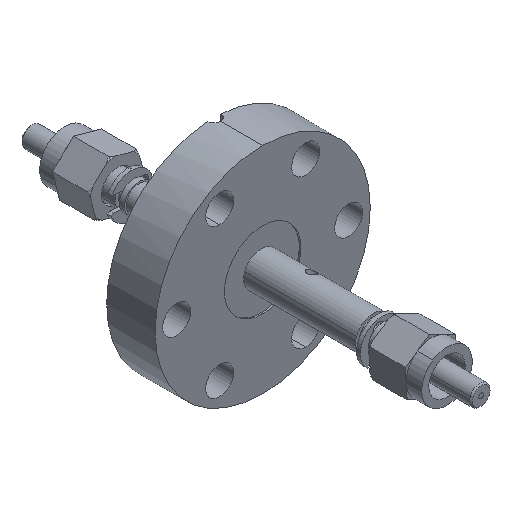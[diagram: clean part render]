
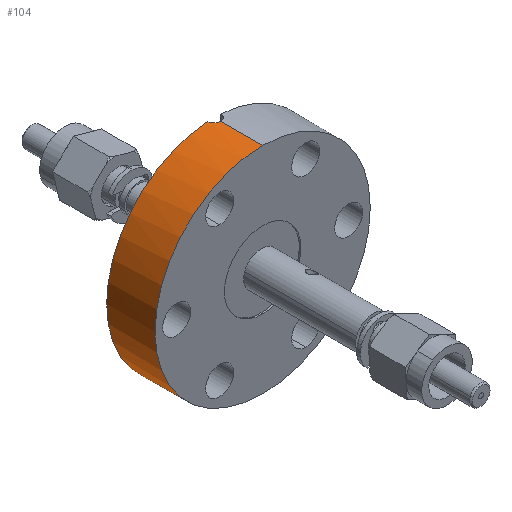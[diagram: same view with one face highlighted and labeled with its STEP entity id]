
A CAD part, isometric view. The second image highlights one B-rep face of the part: STEP entity #104.
In plain terms, the highlighted cylindrical face has radius 16.9 mm (diameter 33.8 mm), a partial arc.
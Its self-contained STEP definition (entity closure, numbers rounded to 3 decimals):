
#21 = FACE_OUTER_BOUND ( 'NONE', #1689, .T. ) ;
#104 = ADVANCED_FACE ( 'NONE', ( #21 ), #1935, .T. ) ;
#170 = CARTESIAN_POINT ( 'NONE',  ( -0.131, -1., 16.9 ) ) ;
#175 = CIRCLE ( 'NONE', #1343, 16.9 ) ;
#242 = ORIENTED_EDGE ( 'NONE', *, *, #4837, .T. ) ;
#318 = AXIS2_PLACEMENT_3D ( 'NONE', #4027, #1784, #4402 ) ;
#323 = CARTESIAN_POINT ( 'NONE',  ( -1., 0., -16.87 ) ) ;
#329 = CARTESIAN_POINT ( 'NONE',  ( -0.131, -1., -16.9 ) ) ;
#337 = CARTESIAN_POINT ( 'NONE',  ( 0., -7.6, 16.9 ) ) ;
#366 = ORIENTED_EDGE ( 'NONE', *, *, #3785, .F. ) ;
#386 = VECTOR ( 'NONE', #2984, 1000. ) ;
#550 = CARTESIAN_POINT ( 'NONE',  ( -1., -0.132, 16.87 ) ) ;
#771 = DIRECTION ( 'NONE',  ( 0., 1., 0. ) ) ;
#798 = LINE ( 'NONE', #4163, #2796 ) ;
#1001 = CARTESIAN_POINT ( 'NONE',  ( 0., -7.6, -16.9 ) ) ;
#1012 = ORIENTED_EDGE ( 'NONE', *, *, #2588, .T. ) ;
#1051 = CARTESIAN_POINT ( 'NONE',  ( 0., -1., -16.9 ) ) ;
#1099 = CARTESIAN_POINT ( 'NONE',  ( -1., -0.132, -16.87 ) ) ;
#1343 = AXIS2_PLACEMENT_3D ( 'NONE', #4019, #1779, #4399 ) ;
#1358 = AXIS2_PLACEMENT_3D ( 'NONE', #4517, #771, #3403 ) ;
#1368 = VERTEX_POINT ( 'NONE', #4401 ) ;
#1689 = EDGE_LOOP ( 'NONE', ( #2886, #1012, #242, #4127, #366, #3278 ) ) ;
#1706 = CARTESIAN_POINT ( 'NONE',  ( -0.873, -0.504, 16.877 ) ) ;
#1779 = DIRECTION ( 'NONE',  ( 0., 1., 0. ) ) ;
#1784 = DIRECTION ( 'NONE',  ( 0., 1., 0. ) ) ;
#1853 = B_SPLINE_CURVE_WITH_KNOTS ( 'NONE', 3,
 ( #4850, #1099, #4105, #1857, #4481, #2223, #4866, #2612, #329, #2975 ),
 .UNSPECIFIED., .F., .F.,
 ( 4, 2, 2, 2, 4 ),
 ( 0., 0., 0.001, 0.001, 0.002 ),
 .UNSPECIFIED. ) ;
#1857 = CARTESIAN_POINT ( 'NONE',  ( -0.873, -0.504, -16.877 ) ) ;
#1935 = CYLINDRICAL_SURFACE ( 'NONE', #1358, 16.9 ) ;
#1941 = EDGE_CURVE ( 'NONE', #2559, #3832, #798, .T. ) ;
#2073 = CARTESIAN_POINT ( 'NONE',  ( -0.615, -0.8, 16.889 ) ) ;
#2223 = CARTESIAN_POINT ( 'NONE',  ( -0.615, -0.8, -16.889 ) ) ;
#2451 = CARTESIAN_POINT ( 'NONE',  ( -0.262, -0.974, 16.898 ) ) ;
#2559 = VERTEX_POINT ( 'NONE', #1001 ) ;
#2588 = EDGE_CURVE ( 'NONE', #2559, #3227, #175, .T. ) ;
#2612 = CARTESIAN_POINT ( 'NONE',  ( -0.262, -0.974, -16.898 ) ) ;
#2614 = B_SPLINE_CURVE_WITH_KNOTS ( 'NONE', 3,
 ( #3189, #550, #3944, #1706, #4322, #2073, #4702, #2451, #170, #2822 ),
 .UNSPECIFIED., .F., .F.,
 ( 4, 2, 2, 2, 4 ),
 ( 0., 0., 0.001, 0.001, 0.002 ),
 .UNSPECIFIED. ) ;
#2796 = VECTOR ( 'NONE', #3007, 1000. ) ;
#2822 = CARTESIAN_POINT ( 'NONE',  ( 0., -1., 16.9 ) ) ;
#2886 = ORIENTED_EDGE ( 'NONE', *, *, #1941, .F. ) ;
#2975 = CARTESIAN_POINT ( 'NONE',  ( 0., -1., -16.9 ) ) ;
#2984 = DIRECTION ( 'NONE',  ( 0., 1., 0. ) ) ;
#3007 = DIRECTION ( 'NONE',  ( 0., 1., 0. ) ) ;
#3189 = CARTESIAN_POINT ( 'NONE',  ( -1., 0., 16.87 ) ) ;
#3191 = EDGE_CURVE ( 'NONE', #1368, #4849, #2614, .T. ) ;
#3227 = VERTEX_POINT ( 'NONE', #4721 ) ;
#3278 = ORIENTED_EDGE ( 'NONE', *, *, #4125, .T. ) ;
#3403 = DIRECTION ( 'NONE',  ( 0., 0., 1. ) ) ;
#3428 = CIRCLE ( 'NONE', #318, 16.9 ) ;
#3767 = CARTESIAN_POINT ( 'NONE',  ( 0., -1., 16.9 ) ) ;
#3785 = EDGE_CURVE ( 'NONE', #4838, #1368, #3428, .T. ) ;
#3832 = VERTEX_POINT ( 'NONE', #1051 ) ;
#3944 = CARTESIAN_POINT ( 'NONE',  ( -0.974, -0.262, 16.872 ) ) ;
#4019 = CARTESIAN_POINT ( 'NONE',  ( 0., -7.6, 0. ) ) ;
#4027 = CARTESIAN_POINT ( 'NONE',  ( 0., 0., 0. ) ) ;
#4105 = CARTESIAN_POINT ( 'NONE',  ( -0.974, -0.262, -16.872 ) ) ;
#4125 = EDGE_CURVE ( 'NONE', #4838, #3832, #1853, .T. ) ;
#4127 = ORIENTED_EDGE ( 'NONE', *, *, #3191, .F. ) ;
#4163 = CARTESIAN_POINT ( 'NONE',  ( 0., -7.6, -16.9 ) ) ;
#4322 = CARTESIAN_POINT ( 'NONE',  ( -0.799, -0.615, 16.881 ) ) ;
#4399 = DIRECTION ( 'NONE',  ( 0., 0., 1. ) ) ;
#4401 = CARTESIAN_POINT ( 'NONE',  ( -1., 0., 16.87 ) ) ;
#4402 = DIRECTION ( 'NONE',  ( 0., 0., 1. ) ) ;
#4406 = LINE ( 'NONE', #337, #386 ) ;
#4481 = CARTESIAN_POINT ( 'NONE',  ( -0.799, -0.615, -16.881 ) ) ;
#4517 = CARTESIAN_POINT ( 'NONE',  ( 0., -7.6, 0. ) ) ;
#4702 = CARTESIAN_POINT ( 'NONE',  ( -0.503, -0.874, 16.893 ) ) ;
#4721 = CARTESIAN_POINT ( 'NONE',  ( 0., -7.6, 16.9 ) ) ;
#4837 = EDGE_CURVE ( 'NONE', #3227, #4849, #4406, .T. ) ;
#4838 = VERTEX_POINT ( 'NONE', #323 ) ;
#4849 = VERTEX_POINT ( 'NONE', #3767 ) ;
#4850 = CARTESIAN_POINT ( 'NONE',  ( -1., 0., -16.87 ) ) ;
#4866 = CARTESIAN_POINT ( 'NONE',  ( -0.503, -0.874, -16.893 ) ) ;
